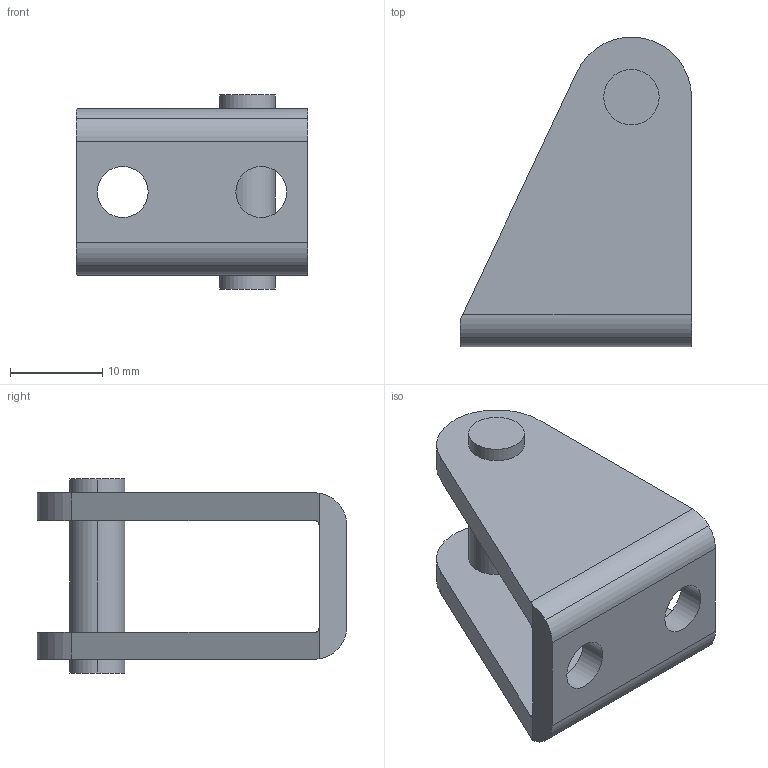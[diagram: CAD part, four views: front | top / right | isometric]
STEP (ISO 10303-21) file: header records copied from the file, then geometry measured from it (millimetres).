
FILE_DESCRIPTION((''),'2;1');
FILE_NAME('1200_16_03X.stp','2003-04-08T08:46:09',('maffial1'),(''),'Autodesk Inventor (R) 6.0','Autodesk Inventor (R) 6.0','');
FILE_SCHEMA(('AUTOMOTIVE_DESIGN { 1 0 10303 214 1 1 1 1 }'));
Length unit declared in the file: millimetre
Products named in the file (1): 1200_16_03X
Bounding box: 25 x 33.49 x 21 mm (x, y, z)
Volume: 4640 mm3; surface area: 3695.9 mm2
Topology: 1 solids, 1 shells, 32 faces, 82 edges, 54 vertices
Faces by surface type: cylinder 16, plane 12, bspline 4
Entity records: 1079 total; most frequent: CARTESIAN_POINT 237, DIRECTION 182, ORIENTED_EDGE 164, EDGE_CURVE 82, AXIS2_PLACEMENT_3D 71, VERTEX_POINT 54, VECTOR 40, LINE 40
